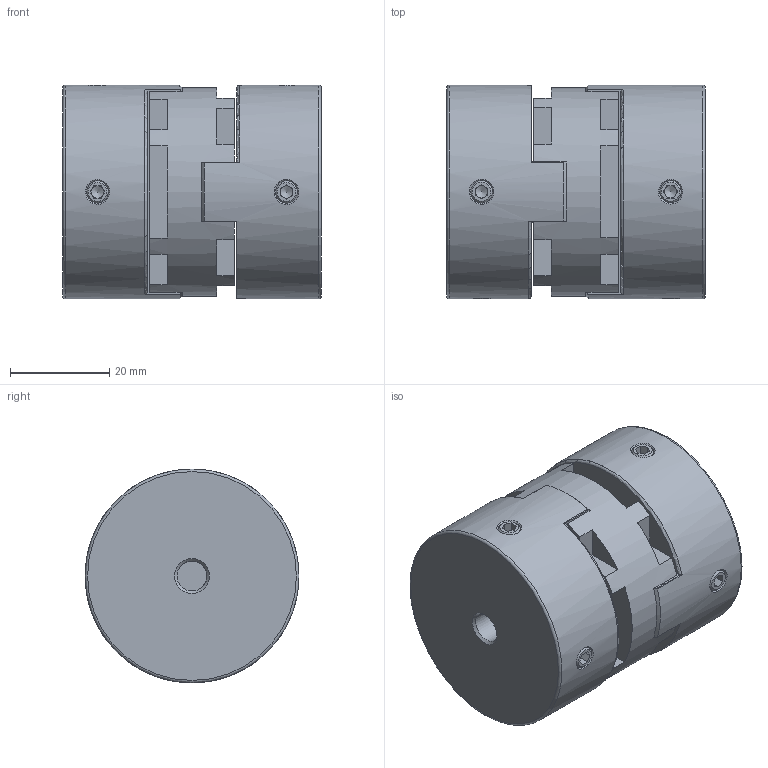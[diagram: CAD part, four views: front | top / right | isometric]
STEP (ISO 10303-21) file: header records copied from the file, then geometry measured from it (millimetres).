
FILE_DESCRIPTION( ( 'Unknown' ), '1' );
FILE_NAME( 'MOH 43.stp', 'Unknown', ( 'Unknown' ), ( 'Unknown' ), 'PSStep 10.1', 'Unknown', ' ' );
FILE_SCHEMA( ( 'AUTOMOTIVE_DESIGN { 1 0 10303 214 1 1 1 1 }' ) );
Length unit declared in the file: millimetre
Products named in the file (1): KT100252-oa2
Bounding box: 52 x 43 x 43 mm (x, y, z)
Volume: 68752.9 mm3; surface area: 15332.2 mm2
Topology: 1 solids, 1 shells, 157 faces, 418 edges, 269 vertices
Faces by surface type: plane 112, cone 20, cylinder 17, bspline 4, torus 4
Full cylindrical faces by diameter (mm): 4.134 x4, 6 x2, 42 x1, 43 x2
Entity records: 6410 total; most frequent: CARTESIAN_POINT 1540, DIRECTION 736, ORIENTED_EDGE 708, EDGE_CURVE 354, AXIS2_PLACEMENT_3D 256, VERTEX_POINT 244, LINE 224, VECTOR 224
